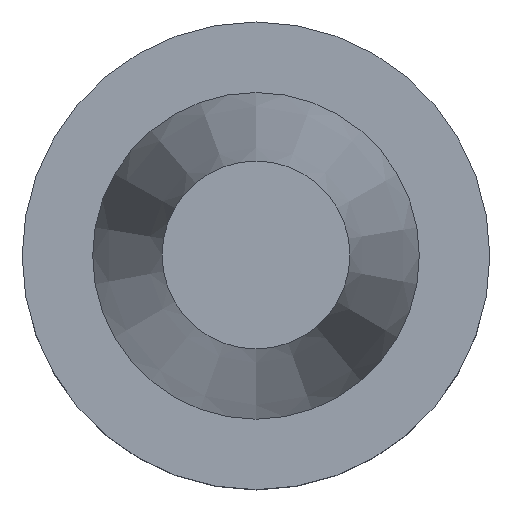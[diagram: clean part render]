
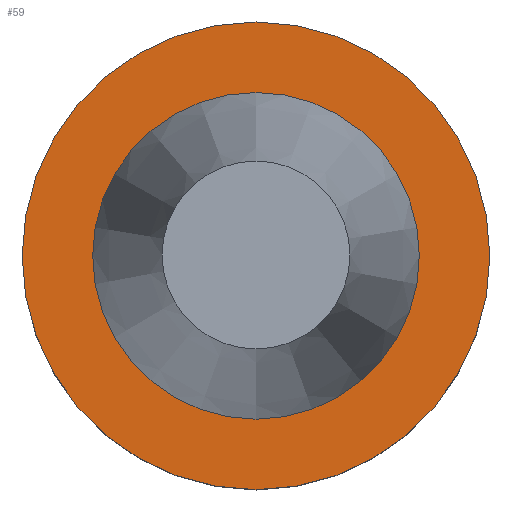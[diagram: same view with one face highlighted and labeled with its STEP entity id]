
A CAD part, top view. The second image highlights one B-rep face of the part: STEP entity #59.
In plain terms, the highlighted planar face has unit normal (0, 0, 1).
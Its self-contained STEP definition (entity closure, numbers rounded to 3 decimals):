
#59=ADVANCED_FACE('Unnamed[1]',(#146,#147),#148,.T.);
#69=EDGE_CURVE('Unnamed[1]',#162,#162,#163,.T.);
#76=EDGE_CURVE('Unnamed[1]',#171,#171,#172,.T.);
#146=FACE_OUTER_BOUND('',#258,.T.);
#147=FACE_BOUND('',#259,.T.);
#148=PLANE('',#260);
#162=VERTEX_POINT('',#278);
#163=CIRCLE('',#279,50.0);
#171=VERTEX_POINT('',#289);
#172=CIRCLE('',#290,34.925);
#258=EDGE_LOOP('',(#383));
#259=EDGE_LOOP('',(#384));
#260=AXIS2_PLACEMENT_3D('',#385,#386,#387);
#278=CARTESIAN_POINT('',(0.,50.0,-1.5));
#279=AXIS2_PLACEMENT_3D('',#402,#403,#404);
#289=CARTESIAN_POINT('',(0.,34.925,-1.5));
#290=AXIS2_PLACEMENT_3D('',#409,#410,#411);
#383=ORIENTED_EDGE('',*,*,#69,.F.);
#384=ORIENTED_EDGE('',*,*,#76,.T.);
#385=CARTESIAN_POINT('',(0.,42.463,-1.5));
#386=DIRECTION('',(0.,0.,1.0));
#387=DIRECTION('',(0.,-1.0,0.));
#402=CARTESIAN_POINT('',(0.,0.,-1.5));
#403=DIRECTION('',(0.,0.,-1.0));
#404=DIRECTION('',(0.,1.0,0.));
#409=CARTESIAN_POINT('',(0.,0.,-1.5));
#410=DIRECTION('',(0.,0.,-1.0));
#411=DIRECTION('',(0.,1.0,0.));
